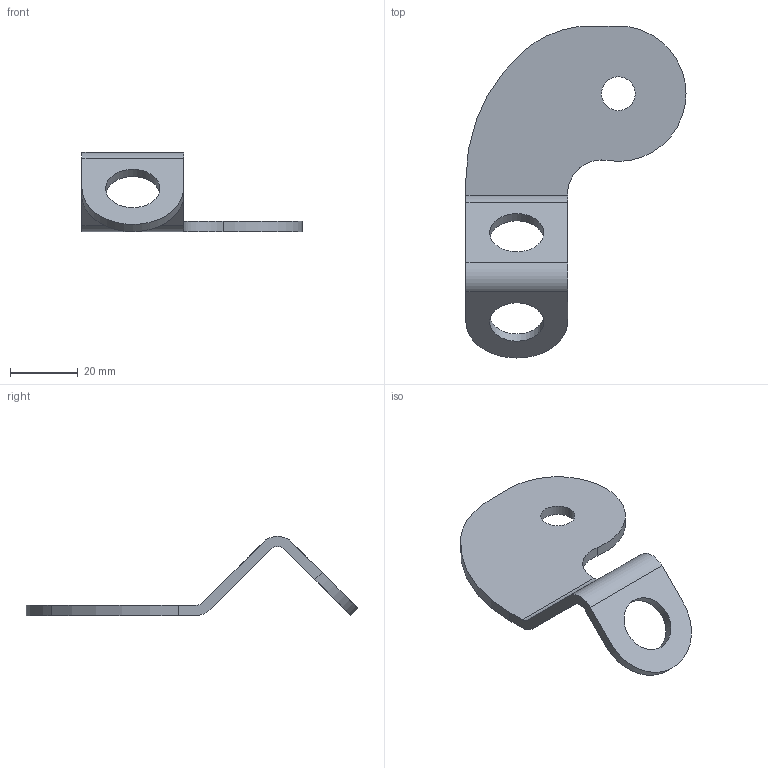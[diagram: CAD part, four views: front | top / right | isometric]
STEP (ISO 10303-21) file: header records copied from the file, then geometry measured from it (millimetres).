
FILE_DESCRIPTION(('STEP AP214'),'1');
FILE_NAME('___ELAN-CITE_CDS_blocage tubes-200003_VERSION 2_sans embouti_0.stp','2021-04-28T09:14:07',('francois charron'),('EXA Design'),'Spatial InterOp 3D',' ',' ');
FILE_SCHEMA(('AUTOMOTIVE_DESIGN { 1 0 10303 214 1 1 1 1 }'));
Length unit declared in the file: inch
Products named in the file (1): ELAN-CITE_CDS_blocage tubes-200003_VERSION 2_sans embouti
Bounding box: 65 x 98.07 x 23.4 mm (x, y, z)
Volume: 11114.5 mm3; surface area: 8722 mm2
Topology: 1 solids, 1 shells, 25 faces, 70 edges, 47 vertices
Faces by surface type: cylinder 16, plane 9
Entity records: 1057 total; most frequent: DIRECTION 157, CARTESIAN_POINT 143, ORIENTED_EDGE 138, EDGE_CURVE 69, AXIS2_PLACEMENT_3D 60, VERTEX_POINT 46, LINE 37, VECTOR 37
